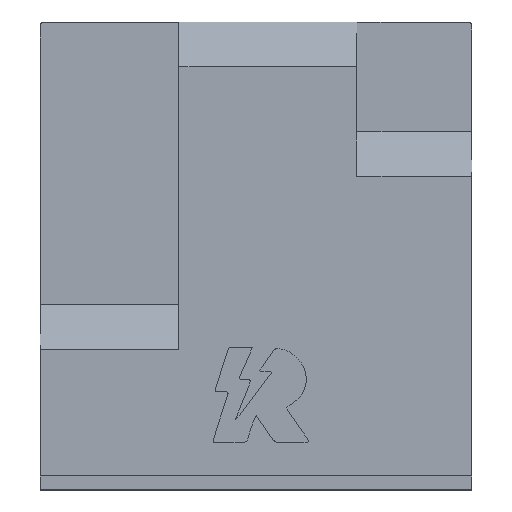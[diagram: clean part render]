
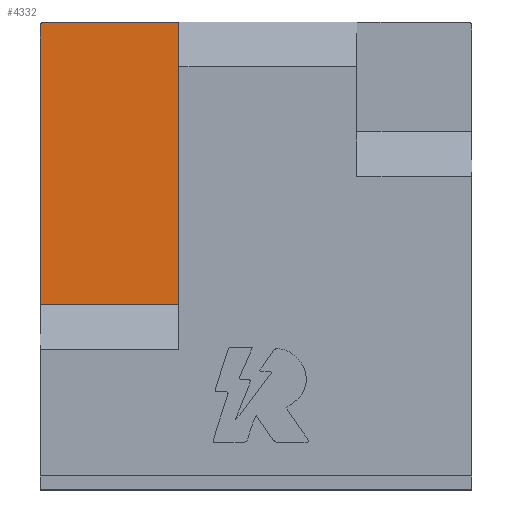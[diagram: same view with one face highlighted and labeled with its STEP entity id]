
A CAD part, top view. The second image highlights one B-rep face of the part: STEP entity #4332.
In plain terms, the highlighted planar face has unit normal (0, 0, 1).
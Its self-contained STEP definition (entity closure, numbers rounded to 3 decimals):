
#39=CIRCLE('',#4564,0.75);
#212=FACE_OUTER_BOUND('',#428,.T.);
#428=EDGE_LOOP('',(#3408,#3409,#3410,#3411,#3412));
#916=LINE('',#6598,#1506);
#917=LINE('',#6600,#1507);
#918=LINE('',#6602,#1508);
#919=LINE('',#6603,#1509);
#1506=VECTOR('',#5363,10.);
#1507=VECTOR('',#5364,10.);
#1508=VECTOR('',#5365,10.);
#1509=VECTOR('',#5366,10.);
#1980=VERTEX_POINT('',#6591);
#1981=VERTEX_POINT('',#6592);
#1982=VERTEX_POINT('',#6597);
#1983=VERTEX_POINT('',#6599);
#1984=VERTEX_POINT('',#6601);
#2525=EDGE_CURVE('',#1980,#1981,#39,.T.);
#2528=EDGE_CURVE('',#1982,#1980,#916,.T.);
#2529=EDGE_CURVE('',#1982,#1983,#917,.T.);
#2530=EDGE_CURVE('',#1984,#1983,#918,.T.);
#2531=EDGE_CURVE('',#1981,#1984,#919,.T.);
#3408=ORIENTED_EDGE('',*,*,#2525,.F.);
#3409=ORIENTED_EDGE('',*,*,#2528,.F.);
#3410=ORIENTED_EDGE('',*,*,#2529,.T.);
#3411=ORIENTED_EDGE('',*,*,#2530,.F.);
#3412=ORIENTED_EDGE('',*,*,#2531,.F.);
#4129=PLANE('',#4565);
#4332=ADVANCED_FACE('',(#212),#4129,.T.);
#4564=AXIS2_PLACEMENT_3D('',#6593,#5357,#5358);
#4565=AXIS2_PLACEMENT_3D('',#6596,#5361,#5362);
#5357=DIRECTION('center_axis',(0.,0.,-1.));
#5358=DIRECTION('ref_axis',(-0.707,0.707,0.));
#5361=DIRECTION('center_axis',(0.,0.,1.));
#5362=DIRECTION('ref_axis',(-1.,0.,0.));
#5363=DIRECTION('',(0.,1.,0.));
#5364=DIRECTION('',(1.,0.,0.));
#5365=DIRECTION('',(0.,-1.,0.));
#5366=DIRECTION('',(1.,0.,0.));
#6591=CARTESIAN_POINT('',(-54.45,51.562,6.56));
#6592=CARTESIAN_POINT('',(-53.7,52.312,6.56));
#6593=CARTESIAN_POINT('Origin',(-53.7,51.562,6.56));
#6596=CARTESIAN_POINT('Origin',(-36.95,11.,6.56));
#6597=CARTESIAN_POINT('',(-54.45,-19.034,6.56));
#6598=CARTESIAN_POINT('',(-54.45,31.656,6.56));
#6599=CARTESIAN_POINT('',(-19.45,-19.034,6.56));
#6600=CARTESIAN_POINT('',(-45.7,-19.034,6.56));
#6601=CARTESIAN_POINT('',(-19.45,52.312,6.56));
#6602=CARTESIAN_POINT('',(-19.45,-5.517,6.56));
#6603=CARTESIAN_POINT('',(8.75,52.312,6.56));
